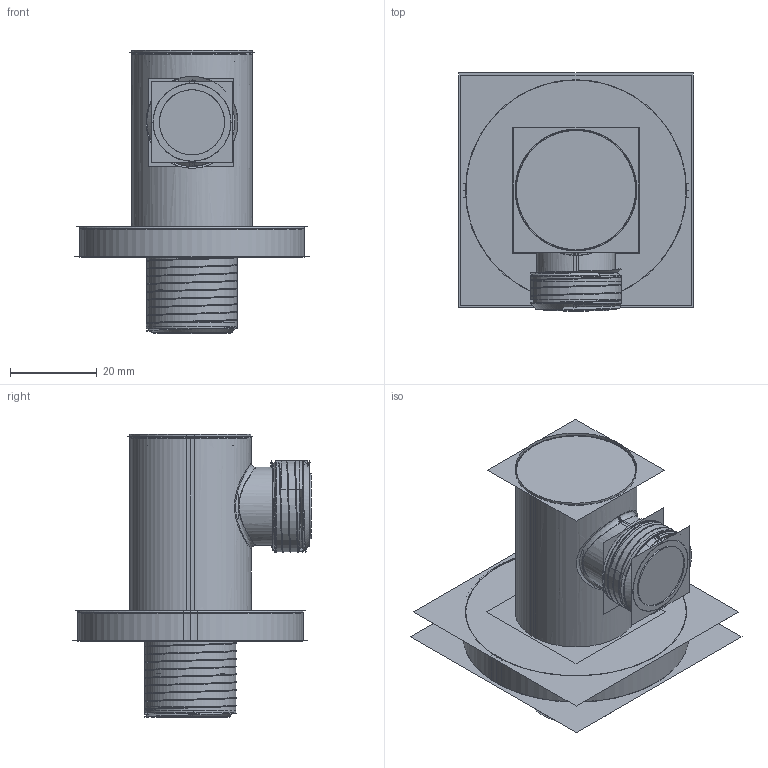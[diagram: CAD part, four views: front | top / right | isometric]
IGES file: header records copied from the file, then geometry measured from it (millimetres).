
Start section:  PTC IGES file: FFAS9140.igs
Global section: file name: FFAS9140.igs; native system: Creo Parametric by PTC Inc.; preprocessor: 2014440; author: 10114277; organization: Unknown; date: 20170418.182341; units: millimetre
Bounding box: 54.08 x 54.88 x 65.3 mm (x, y, z)
Volume: 42860.5 mm3; surface area: 335364.2 mm2
Topology: 3 solids, 3 shells, 282 faces, 1920 edges, 2783 vertices
Faces by surface type: revolution 176, bspline 106
